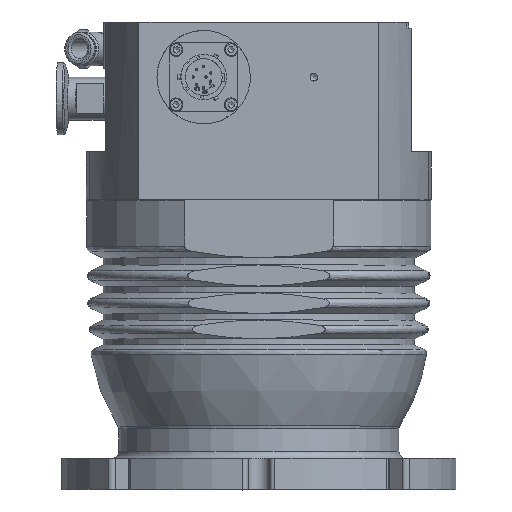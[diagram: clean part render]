
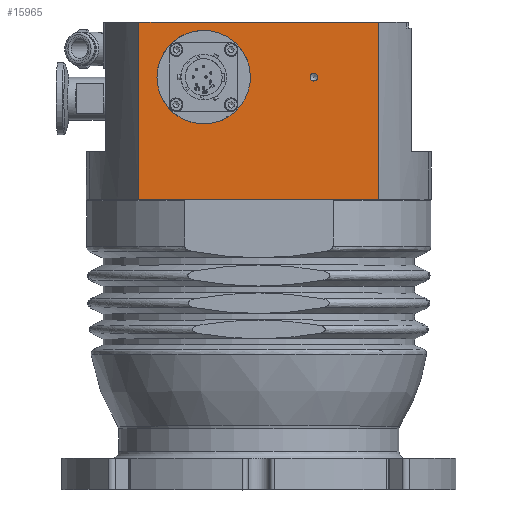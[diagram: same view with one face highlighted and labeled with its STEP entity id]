
A CAD part, top view. The second image highlights one B-rep face of the part: STEP entity #15965.
In plain terms, the highlighted planar face has unit normal (0, 0, 1).
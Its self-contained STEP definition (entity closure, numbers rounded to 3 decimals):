
#3213=CARTESIAN_POINT('',(-42.5,-23.,65.5));
#3214=VERTEX_POINT('',#3213);
#3215=CARTESIAN_POINT('',(-23.,-23.,65.5));
#3216=DIRECTION('',(0.0,0.0,-1.0));
#3217=DIRECTION('',(-1.0,0.0,0.0));
#3218=AXIS2_PLACEMENT_3D('',#3215,#3216,#3217);
#3219=CIRCLE('',#3218,19.5);
#3220=EDGE_CURVE('',#3214,#3214,#3219,.T.);
#15912=CARTESIAN_POINT('',(-50.,0.,65.5));
#15913=DIRECTION('',(0.0,0.0,1.0));
#15914=DIRECTION('',(-1.0,0.0,0.0));
#15915=AXIS2_PLACEMENT_3D('',#15912,#15913,#15914);
#15916=PLANE('',#15915);
#15917=CARTESIAN_POINT('',(-50.,-74.,65.5));
#15918=VERTEX_POINT('',#15917);
#15919=CARTESIAN_POINT('',(50.,-74.,65.5));
#15920=VERTEX_POINT('',#15919);
#15921=CARTESIAN_POINT('',(-50.,-74.,65.5));
#15922=DIRECTION('',(1.0,0.0,0.0));
#15923=VECTOR('',#15922,100.0);
#15924=LINE('',#15921,#15923);
#15925=EDGE_CURVE('',#15918,#15920,#15924,.T.);
#15926=ORIENTED_EDGE('',*,*,#15925,.T.);
#15927=CARTESIAN_POINT('',(50.,0.,65.5));
#15928=VERTEX_POINT('',#15927);
#15929=CARTESIAN_POINT('',(50.,0.,65.5));
#15930=DIRECTION('',(0.0,-1.0,0.0));
#15931=VECTOR('',#15930,74.0);
#15932=LINE('',#15929,#15931);
#15933=EDGE_CURVE('',#15928,#15920,#15932,.T.);
#15934=ORIENTED_EDGE('',*,*,#15933,.F.);
#15935=CARTESIAN_POINT('',(-50.,0.,65.5));
#15936=VERTEX_POINT('',#15935);
#15937=CARTESIAN_POINT('',(-50.,0.,65.5));
#15938=DIRECTION('',(1.0,0.0,0.0));
#15939=VECTOR('',#15938,100.0);
#15940=LINE('',#15937,#15939);
#15941=EDGE_CURVE('',#15936,#15928,#15940,.T.);
#15942=ORIENTED_EDGE('',*,*,#15941,.F.);
#15943=CARTESIAN_POINT('',(-50.,0.,65.5));
#15944=DIRECTION('',(0.0,-1.0,0.0));
#15945=VECTOR('',#15944,74.0);
#15946=LINE('',#15943,#15945);
#15947=EDGE_CURVE('',#15936,#15918,#15946,.T.);
#15948=ORIENTED_EDGE('',*,*,#15947,.T.);
#15949=EDGE_LOOP('',(#15926,#15934,#15942,#15948));
#15950=FACE_OUTER_BOUND('',#15949,.T.);
#15951=CARTESIAN_POINT('',(21.379,-23.,65.5));
#15952=VERTEX_POINT('',#15951);
#15953=CARTESIAN_POINT('',(23.,-23.,65.5));
#15954=DIRECTION('',(0.0,0.0,-1.0));
#15955=DIRECTION('',(-1.0,0.0,0.0));
#15956=AXIS2_PLACEMENT_3D('',#15953,#15954,#15955);
#15957=CIRCLE('',#15956,1.621);
#15958=EDGE_CURVE('',#15952,#15952,#15957,.T.);
#15959=ORIENTED_EDGE('',*,*,#15958,.T.);
#15960=EDGE_LOOP('',(#15959));
#15961=FACE_BOUND('',#15960,.T.);
#15962=ORIENTED_EDGE('',*,*,#3220,.T.);
#15963=EDGE_LOOP('',(#15962));
#15964=FACE_BOUND('',#15963,.T.);
#15965=ADVANCED_FACE('',(#15950,#15961,#15964),#15916,.T.);
